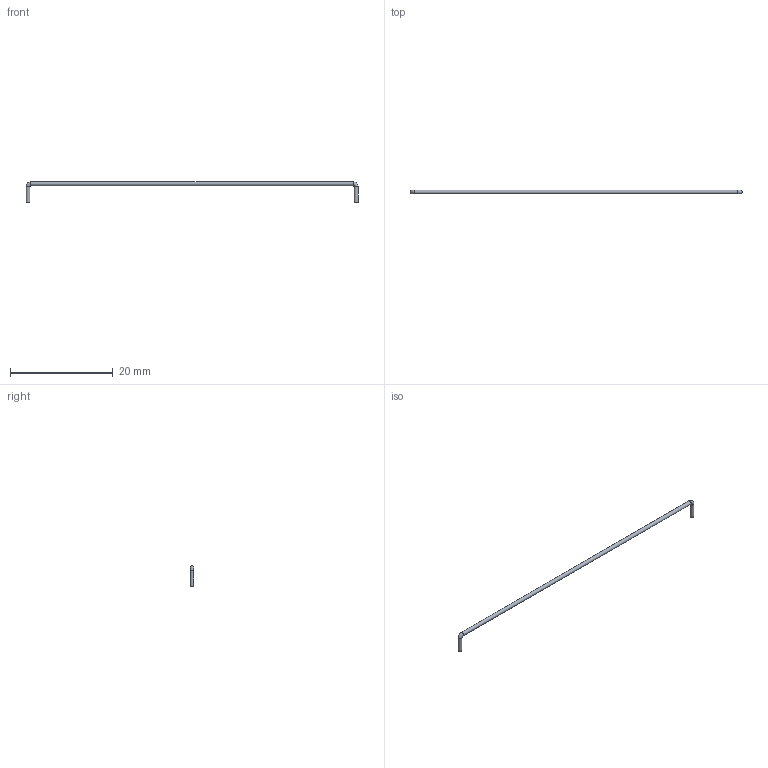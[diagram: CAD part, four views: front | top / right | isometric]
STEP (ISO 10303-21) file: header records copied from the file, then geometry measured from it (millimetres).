
FILE_DESCRIPTION(('FreeCAD Model'),'2;1');
FILE_NAME('Open CASCADE Shape Model','2022-04-07T12:38:41',( 'kicad StepUp'),('ksu MCAD'),'Open CASCADE STEP processor 7.5', 'FreeCAD','Unknown');
FILE_SCHEMA(('AUTOMOTIVE_DESIGN { 1 0 10303 214 1 1 1 1 }'));
Length unit declared in the file: millimetre
Products named in the file (1): JUP_P64mm
Bounding box: 64.75 x 0.75 x 3.98 mm (x, y, z)
Volume: 31.2 mm3; surface area: 167.4 mm2
Topology: 1 solids, 1 shells, 7 faces, 11 edges, 6 vertices
Faces by surface type: plane 2, cylinder 2, extrusion 1, revolution 1, torus 1
Full cylindrical faces by diameter (mm): 0.75 x2
Entity records: 190 total; most frequent: DIRECTION 37, CARTESIAN_POINT 26, ORIENTED_EDGE 22, AXIS2_PLACEMENT_3D 16, EDGE_CURVE 11, CIRCLE 10, ADVANCED_FACE 7, FACE_BOUND 7
